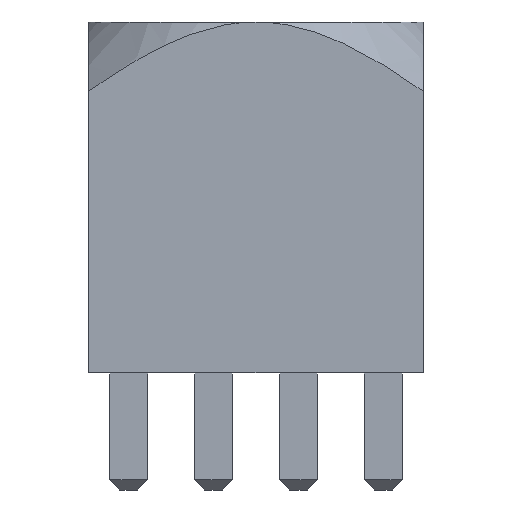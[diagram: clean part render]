
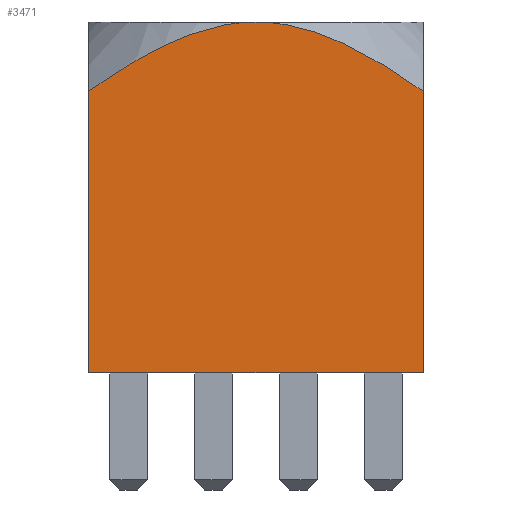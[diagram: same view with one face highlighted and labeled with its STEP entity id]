
A CAD part, left-side view. The second image highlights one B-rep face of the part: STEP entity #3471.
In plain terms, the highlighted planar face has unit normal (-1, 0, 0).
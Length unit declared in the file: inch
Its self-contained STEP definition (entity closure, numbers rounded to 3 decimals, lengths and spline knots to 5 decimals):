
#272 = VERTEX_POINT ( 'NONE', #947 ) ;
#329 = ORIENTED_EDGE ( 'NONE', *, *, #2766, .F. ) ;
#363 = ORIENTED_EDGE ( 'NONE', *, *, #3576, .F. ) ;
#372 = VECTOR ( 'NONE', #3006, 39.37008 ) ;
#412 = CARTESIAN_POINT ( 'NONE',  ( -0.19685, 0.12096, 0.37963 ) ) ;
#441 = ORIENTED_EDGE ( 'NONE', *, *, #985, .F. ) ;
#459 = CARTESIAN_POINT ( 'NONE',  ( -0.19685, 0., 0.41339 ) ) ;
#517 = CARTESIAN_POINT ( 'NONE',  ( -0.19685, -0.16712, 0.3523 ) ) ;
#624 = CARTESIAN_POINT ( 'NONE',  ( -0.19685, 0., 0.41339 ) ) ;
#723 = LINE ( 'NONE', #1334, #871 ) ;
#780 = ORIENTED_EDGE ( 'NONE', *, *, #978, .F. ) ;
#807 = AXIS2_PLACEMENT_3D ( 'NONE', #3621, #952, #2282 ) ;
#846 = CARTESIAN_POINT ( 'NONE',  ( -0.19685, -0.01829, 0.41339 ) ) ;
#871 = VECTOR ( 'NONE', #3036, 39.37008 ) ;
#947 = CARTESIAN_POINT ( 'NONE',  ( -0.19685, -0.19685, 0.33185 ) ) ;
#952 = DIRECTION ( 'NONE',  ( 1., 0., 0. ) ) ;
#978 = EDGE_CURVE ( 'NONE', #3329, #1786, #4200, .T. ) ;
#985 = EDGE_CURVE ( 'NONE', #4265, #272, #1042, .T. ) ;
#1042 = B_SPLINE_CURVE_WITH_KNOTS ( 'NONE', 3,
 ( #3852, #846, #2179, #1197, #2523, #3190, #2159, #3494, #3518, #517, #1850, #1522 ),
 .UNSPECIFIED., .F., .F.,
 ( 4, 2, 2, 2, 2, 4 ),
 ( 0., 0.00137, 0.00206, 0.00275, 0.00412, 0.00549 ),
 .UNSPECIFIED. ) ;
#1197 = CARTESIAN_POINT ( 'NONE',  ( -0.19685, -0.06236, 0.40392 ) ) ;
#1334 = CARTESIAN_POINT ( 'NONE',  ( -0.19685, -0.19685, 0.41339 ) ) ;
#1415 = CARTESIAN_POINT ( 'NONE',  ( -0.19685, 0.04535, 0.40841 ) ) ;
#1500 = CARTESIAN_POINT ( 'NONE',  ( -0.19685, 0.19685, 0.41339 ) ) ;
#1522 = CARTESIAN_POINT ( 'NONE',  ( -0.19685, -0.19685, 0.33185 ) ) ;
#1786 = VERTEX_POINT ( 'NONE', #3828 ) ;
#1809 = CARTESIAN_POINT ( 'NONE',  ( -0.19685, 0.16716, 0.35227 ) ) ;
#1850 = CARTESIAN_POINT ( 'NONE',  ( -0.19685, -0.1821, 0.34228 ) ) ;
#1947 = LINE ( 'NONE', #2354, #372 ) ;
#2092 = CARTESIAN_POINT ( 'NONE',  ( -0.19685, 0.18211, 0.34227 ) ) ;
#2159 = CARTESIAN_POINT ( 'NONE',  ( -0.19685, -0.09634, 0.39119 ) ) ;
#2179 = CARTESIAN_POINT ( 'NONE',  ( -0.19685, -0.03613, 0.41081 ) ) ;
#2282 = DIRECTION ( 'NONE',  ( 0., 1., 0. ) ) ;
#2354 = CARTESIAN_POINT ( 'NONE',  ( -0.19685, 0.19685, 0. ) ) ;
#2416 = EDGE_CURVE ( 'NONE', #272, #3469, #723, .T. ) ;
#2421 = CARTESIAN_POINT ( 'NONE',  ( -0.19685, 0.07186, 0.40137 ) ) ;
#2440 = CARTESIAN_POINT ( 'NONE',  ( -0.19685, 0.13658, 0.37095 ) ) ;
#2485 = DIRECTION ( 'NONE',  ( 0., 0., 1. ) ) ;
#2523 = CARTESIAN_POINT ( 'NONE',  ( -0.19685, -0.07106, 0.4011 ) ) ;
#2533 = VECTOR ( 'NONE', #2485, 39.37008 ) ;
#2766 = EDGE_CURVE ( 'NONE', #3469, #3329, #1947, .T. ) ;
#2770 = CARTESIAN_POINT ( 'NONE',  ( -0.19685, 0.03635, 0.41026 ) ) ;
#2936 = CARTESIAN_POINT ( 'NONE',  ( -0.19685, -0.19685, 0. ) ) ;
#3006 = DIRECTION ( 'NONE',  ( 0., 1., 0. ) ) ;
#3036 = DIRECTION ( 'NONE',  ( 0., 0., -1. ) ) ;
#3147 = CARTESIAN_POINT ( 'NONE',  ( -0.19685, 0.0886, 0.39484 ) ) ;
#3155 = CARTESIAN_POINT ( 'NONE',  ( -0.19685, 0.19685, 0. ) ) ;
#3190 = CARTESIAN_POINT ( 'NONE',  ( -0.19685, -0.08804, 0.39474 ) ) ;
#3319 = B_SPLINE_CURVE_WITH_KNOTS ( 'NONE', 3,
 ( #3411, #2092, #1809, #2440, #412, #3147, #2421, #1415, #2770, #3785, #3479, #459 ),
 .UNSPECIFIED., .F., .F.,
 ( 4, 2, 2, 2, 2, 4 ),
 ( 0., 0.00136, 0.00272, 0.00408, 0.00477, 0.00545 ),
 .UNSPECIFIED. ) ;
#3329 = VERTEX_POINT ( 'NONE', #3155 ) ;
#3411 = CARTESIAN_POINT ( 'NONE',  ( -0.19685, 0.19685, 0.33185 ) ) ;
#3469 = VERTEX_POINT ( 'NONE', #2936 ) ;
#3471 = ADVANCED_FACE ( 'NONE', ( #4284 ), #3959, .F. ) ;
#3479 = CARTESIAN_POINT ( 'NONE',  ( -0.19685, 0.00919, 0.41339 ) ) ;
#3494 = CARTESIAN_POINT ( 'NONE',  ( -0.19685, -0.12076, 0.37974 ) ) ;
#3518 = CARTESIAN_POINT ( 'NONE',  ( -0.19685, -0.13645, 0.37102 ) ) ;
#3576 = EDGE_CURVE ( 'NONE', #1786, #4265, #3319, .T. ) ;
#3621 = CARTESIAN_POINT ( 'NONE',  ( -0.19685, 0.19685, 0.41339 ) ) ;
#3785 = CARTESIAN_POINT ( 'NONE',  ( -0.19685, 0.01829, 0.41274 ) ) ;
#3828 = CARTESIAN_POINT ( 'NONE',  ( -0.19685, 0.19685, 0.33185 ) ) ;
#3852 = CARTESIAN_POINT ( 'NONE',  ( -0.19685, 0., 0.41339 ) ) ;
#3959 = PLANE ( 'NONE',  #807 ) ;
#4002 = ORIENTED_EDGE ( 'NONE', *, *, #2416, .F. ) ;
#4161 = EDGE_LOOP ( 'NONE', ( #441, #363, #780, #329, #4002 ) ) ;
#4200 = LINE ( 'NONE', #1500, #2533 ) ;
#4265 = VERTEX_POINT ( 'NONE', #624 ) ;
#4284 = FACE_OUTER_BOUND ( 'NONE', #4161, .T. ) ;
